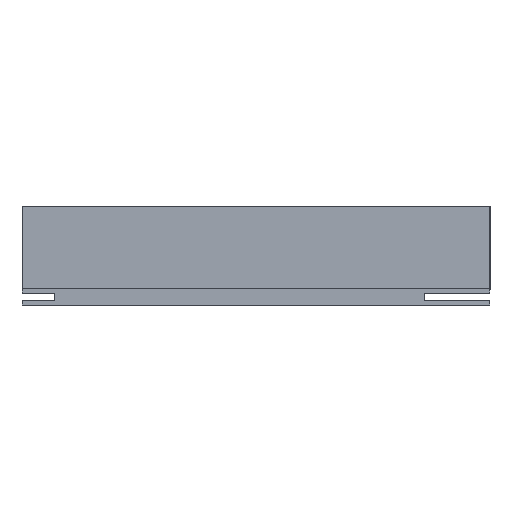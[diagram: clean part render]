
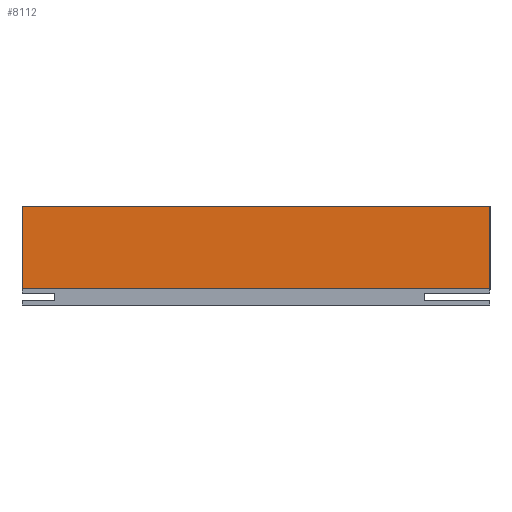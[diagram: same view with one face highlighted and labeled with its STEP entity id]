
A CAD part, top view. The second image highlights one B-rep face of the part: STEP entity #8112.
In plain terms, the highlighted planar face has unit normal (-0.002, 0, 1).
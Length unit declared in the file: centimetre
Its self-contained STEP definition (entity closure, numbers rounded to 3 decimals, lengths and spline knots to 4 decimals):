
#428=FACE_OUTER_BOUND('',#847,.T.);
#847=EDGE_LOOP('',(#6778,#6779,#6780,#6781,#6782,#6783));
#1095=LINE('',#11003,#2210);
#1102=LINE('',#11017,#2217);
#1214=LINE('',#11262,#2329);
#1240=LINE('',#11315,#2355);
#1920=LINE('',#12728,#3035);
#1921=LINE('',#12730,#3036);
#2210=VECTOR('',#8904,1.);
#2217=VECTOR('',#8913,1.);
#2329=VECTOR('',#9093,1.);
#2355=VECTOR('',#9141,1.);
#3035=VECTOR('',#10389,1.);
#3036=VECTOR('',#10392,1.);
#3291=VERTEX_POINT('',#11000);
#3292=VERTEX_POINT('',#11002);
#3297=VERTEX_POINT('',#11014);
#3298=VERTEX_POINT('',#11016);
#3373=VERTEX_POINT('',#11193);
#3397=VERTEX_POINT('',#11260);
#4081=EDGE_CURVE('',#3292,#3291,#1095,.T.);
#4088=EDGE_CURVE('',#3298,#3297,#1102,.T.);
#4210=EDGE_CURVE('',#3373,#3397,#1214,.T.);
#4238=EDGE_CURVE('',#3397,#3297,#1240,.T.);
#4936=EDGE_CURVE('',#3373,#3292,#1920,.T.);
#4937=EDGE_CURVE('',#3298,#3291,#1921,.T.);
#6778=ORIENTED_EDGE('',*,*,#4081,.T.);
#6779=ORIENTED_EDGE('',*,*,#4937,.F.);
#6780=ORIENTED_EDGE('',*,*,#4088,.T.);
#6781=ORIENTED_EDGE('',*,*,#4238,.F.);
#6782=ORIENTED_EDGE('',*,*,#4210,.F.);
#6783=ORIENTED_EDGE('',*,*,#4936,.T.);
#7697=PLANE('',#8578);
#8112=ADVANCED_FACE('',(#428),#7697,.T.);
#8578=AXIS2_PLACEMENT_3D('',#12731,#10393,#10394);
#8904=DIRECTION('',(0.,1.,0.));
#8913=DIRECTION('',(0.,-1.,0.));
#9093=DIRECTION('',(-1.,0.,-0.002));
#9141=DIRECTION('',(-1.,0.,-0.002));
#10389=DIRECTION('',(1.,0.,0.002));
#10392=DIRECTION('',(1.,0.,0.002));
#10393=DIRECTION('center_axis',(-0.002,0.,1.));
#10394=DIRECTION('ref_axis',(1.,0.,0.002));
#11000=CARTESIAN_POINT('',(7.7215,6.,4.0865));
#11002=CARTESIAN_POINT('',(7.7215,1.,4.0865));
#11003=CARTESIAN_POINT('',(7.7215,1.,4.0865));
#11014=CARTESIAN_POINT('',(-20.7746,1.,4.0424));
#11016=CARTESIAN_POINT('',(-20.7746,6.,4.0424));
#11017=CARTESIAN_POINT('',(-20.7746,1.,4.0424));
#11193=CARTESIAN_POINT('',(1.1178,1.,4.0763));
#11260=CARTESIAN_POINT('',(-20.7678,1.,4.0424));
#11262=CARTESIAN_POINT('',(-12.1459,1.,4.0558));
#11315=CARTESIAN_POINT('',(-18.0046,1.,4.0467));
#12728=CARTESIAN_POINT('',(-12.1459,1.,4.0558));
#12730=CARTESIAN_POINT('',(4.9935,6.,4.0823));
#12731=CARTESIAN_POINT('Origin',(-18.0046,1.,4.0467));
